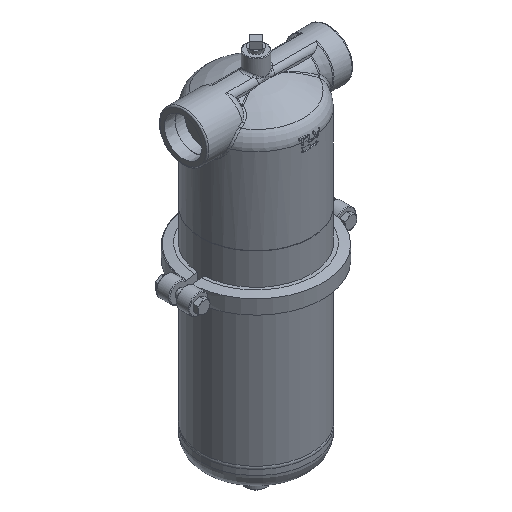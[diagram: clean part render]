
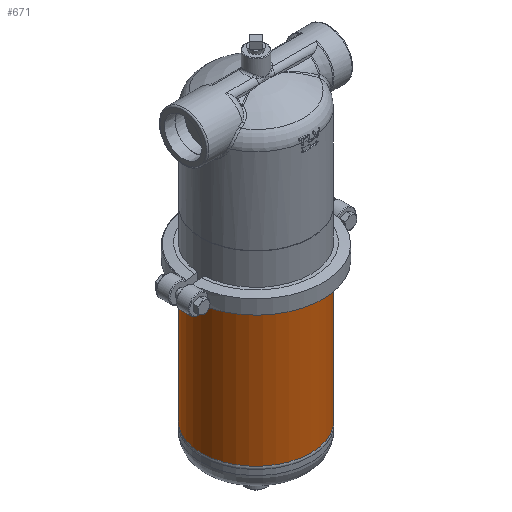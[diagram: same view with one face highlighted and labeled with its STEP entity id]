
A CAD part, isometric view. The second image highlights one B-rep face of the part: STEP entity #671.
In plain terms, the highlighted cylindrical face has radius 82.6 mm (diameter 165.2 mm), a full revolution.
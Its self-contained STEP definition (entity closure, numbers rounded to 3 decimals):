
#420=CARTESIAN_POINT('',(-82.6,0.0,-281.066));
#421=VERTEX_POINT('',#420);
#422=CARTESIAN_POINT('',(0.,0.0,-281.066));
#423=DIRECTION('',(0.0,0.0,-1.0));
#424=DIRECTION('',(-1.0,0.0,0.0));
#425=AXIS2_PLACEMENT_3D('',#422,#423,#424);
#426=CIRCLE('',#425,82.6);
#427=EDGE_CURVE('',#421,#421,#426,.T.);
#645=CARTESIAN_POINT('',(-82.6,0.0,-66.268));
#646=VERTEX_POINT('',#645);
#647=CARTESIAN_POINT('',(0.,0.0,-66.268));
#648=DIRECTION('',(0.0,0.0,-1.0));
#649=DIRECTION('',(-1.0,0.0,0.0));
#650=AXIS2_PLACEMENT_3D('',#647,#648,#649);
#651=CIRCLE('',#650,82.6);
#652=EDGE_CURVE('',#646,#646,#651,.T.);
#660=CARTESIAN_POINT('',(0.,0.0,-173.667));
#661=DIRECTION('',(0.,0.0,-1.0));
#662=DIRECTION('',(-1.0,0.0,0.0));
#663=AXIS2_PLACEMENT_3D('',#660,#661,#662);
#664=CYLINDRICAL_SURFACE('',#663,82.6);
#665=ORIENTED_EDGE('',*,*,#427,.F.);
#666=EDGE_LOOP('',(#665));
#667=FACE_OUTER_BOUND('',#666,.T.);
#668=ORIENTED_EDGE('',*,*,#652,.T.);
#669=EDGE_LOOP('',(#668));
#670=FACE_BOUND('',#669,.T.);
#671=ADVANCED_FACE('',(#667,#670),#664,.T.);
